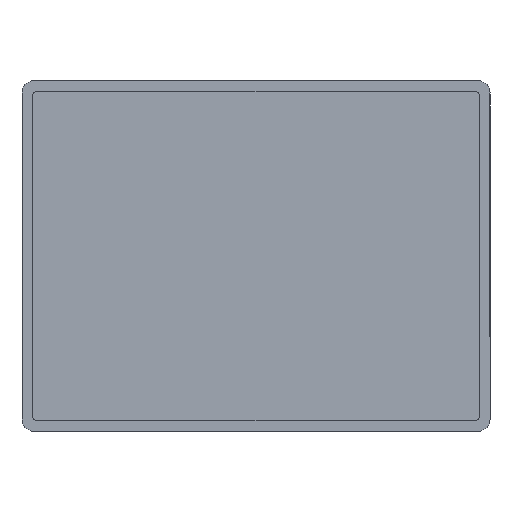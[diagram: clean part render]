
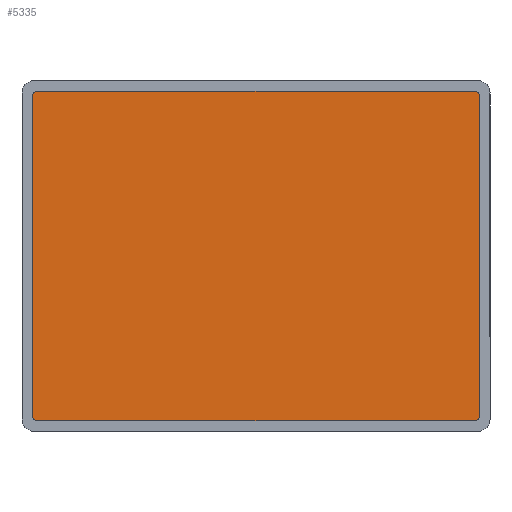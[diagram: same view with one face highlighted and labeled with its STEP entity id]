
A CAD part, front view. The second image highlights one B-rep face of the part: STEP entity #5335.
In plain terms, the highlighted planar face has unit normal (0, -1, 0).
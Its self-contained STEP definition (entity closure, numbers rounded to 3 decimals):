
#687 = DIRECTION ( 'NONE',  ( 1., 0., 0. ) ) ;
#722 = ORIENTED_EDGE ( 'NONE', *, *, #24037, .F. ) ;
#869 = EDGE_CURVE ( 'NONE', #9299, #2657, #4964, .T. ) ;
#1637 = EDGE_CURVE ( 'NONE', #13217, #21062, #5307, .T. ) ;
#2016 = CARTESIAN_POINT ( 'NONE',  ( -373., 0., -282. ) ) ;
#2022 = DIRECTION ( 'NONE',  ( 0., 1., 0. ) ) ;
#2657 = VERTEX_POINT ( 'NONE', #7017 ) ;
#2939 = CARTESIAN_POINT ( 'NONE',  ( 373., 0., 282. ) ) ;
#3924 = DIRECTION ( 'NONE',  ( 0., 1., 0. ) ) ;
#4051 = ORIENTED_EDGE ( 'NONE', *, *, #22312, .F. ) ;
#4213 = CIRCLE ( 'NONE', #7549, 9. ) ;
#4219 = CIRCLE ( 'NONE', #13447, 9. ) ;
#4247 = ORIENTED_EDGE ( 'NONE', *, *, #1637, .F. ) ;
#4570 = CARTESIAN_POINT ( 'NONE',  ( -373., 0., 282. ) ) ;
#4964 = CIRCLE ( 'NONE', #26013, 9. ) ;
#5029 = ORIENTED_EDGE ( 'NONE', *, *, #7919, .F. ) ;
#5307 = LINE ( 'NONE', #21391, #9894 ) ;
#5335 = ADVANCED_FACE ( 'NONE', ( #11533 ), #15649, .F. ) ;
#5785 = CARTESIAN_POINT ( 'NONE',  ( 382., 0., -273. ) ) ;
#6233 = DIRECTION ( 'NONE',  ( 0., 0., 1. ) ) ;
#7017 = CARTESIAN_POINT ( 'NONE',  ( 373., 0., -282. ) ) ;
#7549 = AXIS2_PLACEMENT_3D ( 'NONE', #22262, #20544, #12346 ) ;
#7918 = DIRECTION ( 'NONE',  ( 0., 0., 1. ) ) ;
#7919 = EDGE_CURVE ( 'NONE', #22811, #19235, #12734, .T. ) ;
#8365 = VECTOR ( 'NONE', #20572, 1000. ) ;
#9035 = EDGE_CURVE ( 'NONE', #19235, #9299, #12496, .T. ) ;
#9299 = VERTEX_POINT ( 'NONE', #5785 ) ;
#9690 = CARTESIAN_POINT ( 'NONE',  ( -382., 0., 273. ) ) ;
#9695 = ORIENTED_EDGE ( 'NONE', *, *, #25174, .F. ) ;
#9822 = CARTESIAN_POINT ( 'NONE',  ( 373., 0., -273. ) ) ;
#9894 = VECTOR ( 'NONE', #7918, 1000. ) ;
#10178 = CARTESIAN_POINT ( 'NONE',  ( -373., 0., -273. ) ) ;
#10527 = DIRECTION ( 'NONE',  ( 0., 0., -1. ) ) ;
#11413 = DIRECTION ( 'NONE',  ( 0., 1., 0. ) ) ;
#11533 = FACE_OUTER_BOUND ( 'NONE', #19732, .T. ) ;
#12346 = DIRECTION ( 'NONE',  ( 0., 0., 1. ) ) ;
#12453 = DIRECTION ( 'NONE',  ( 0., 1., 0. ) ) ;
#12496 = LINE ( 'NONE', #22298, #15743 ) ;
#12734 = CIRCLE ( 'NONE', #25830, 9. ) ;
#12874 = AXIS2_PLACEMENT_3D ( 'NONE', #13529, #11413, #13650 ) ;
#13217 = VERTEX_POINT ( 'NONE', #15892 ) ;
#13447 = AXIS2_PLACEMENT_3D ( 'NONE', #10178, #2022, #6233 ) ;
#13529 = CARTESIAN_POINT ( 'NONE',  ( -373., 0., -273. ) ) ;
#13650 = DIRECTION ( 'NONE',  ( 0., 0., 1. ) ) ;
#13694 = DIRECTION ( 'NONE',  ( 0., 0., 1. ) ) ;
#14170 = CARTESIAN_POINT ( 'NONE',  ( 382., 0., 273. ) ) ;
#14197 = CARTESIAN_POINT ( 'NONE',  ( -373., 0., -282. ) ) ;
#14678 = ORIENTED_EDGE ( 'NONE', *, *, #869, .F. ) ;
#14892 = EDGE_CURVE ( 'NONE', #17848, #22811, #18624, .T. ) ;
#14910 = ORIENTED_EDGE ( 'NONE', *, *, #9035, .F. ) ;
#15649 = PLANE ( 'NONE',  #12874 ) ;
#15743 = VECTOR ( 'NONE', #10527, 1000. ) ;
#15892 = CARTESIAN_POINT ( 'NONE',  ( -382., 0., -273. ) ) ;
#15907 = DIRECTION ( 'NONE',  ( 0., 0., 1. ) ) ;
#16309 = ORIENTED_EDGE ( 'NONE', *, *, #14892, .F. ) ;
#16579 = VERTEX_POINT ( 'NONE', #14197 ) ;
#16823 = VECTOR ( 'NONE', #687, 1000. ) ;
#17848 = VERTEX_POINT ( 'NONE', #4570 ) ;
#18624 = LINE ( 'NONE', #20997, #16823 ) ;
#19235 = VERTEX_POINT ( 'NONE', #14170 ) ;
#19732 = EDGE_LOOP ( 'NONE', ( #9695, #722, #14678, #14910, #5029, #16309, #4051, #4247 ) ) ;
#20081 = LINE ( 'NONE', #2016, #8365 ) ;
#20544 = DIRECTION ( 'NONE',  ( 0., 1., 0. ) ) ;
#20572 = DIRECTION ( 'NONE',  ( -1., 0., 0. ) ) ;
#20997 = CARTESIAN_POINT ( 'NONE',  ( -373., 0., 282. ) ) ;
#21062 = VERTEX_POINT ( 'NONE', #9690 ) ;
#21391 = CARTESIAN_POINT ( 'NONE',  ( -382., 0., 273. ) ) ;
#22262 = CARTESIAN_POINT ( 'NONE',  ( -373., 0., 273. ) ) ;
#22298 = CARTESIAN_POINT ( 'NONE',  ( 382., 0., 273. ) ) ;
#22312 = EDGE_CURVE ( 'NONE', #21062, #17848, #4213, .T. ) ;
#22811 = VERTEX_POINT ( 'NONE', #2939 ) ;
#23877 = CARTESIAN_POINT ( 'NONE',  ( 373., 0., 273. ) ) ;
#24037 = EDGE_CURVE ( 'NONE', #2657, #16579, #20081, .T. ) ;
#25174 = EDGE_CURVE ( 'NONE', #16579, #13217, #4219, .T. ) ;
#25830 = AXIS2_PLACEMENT_3D ( 'NONE', #23877, #12453, #13694 ) ;
#26013 = AXIS2_PLACEMENT_3D ( 'NONE', #9822, #3924, #15907 ) ;
